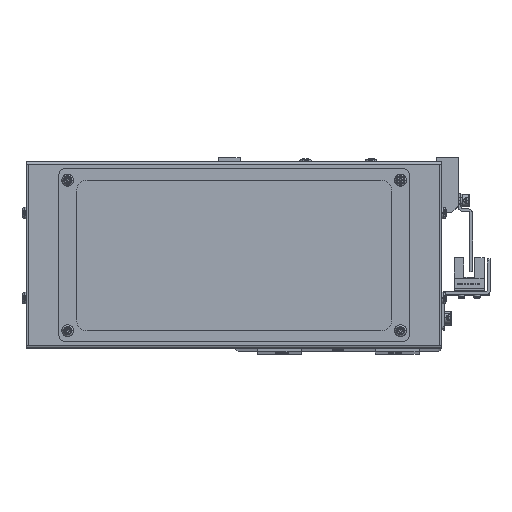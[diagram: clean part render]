
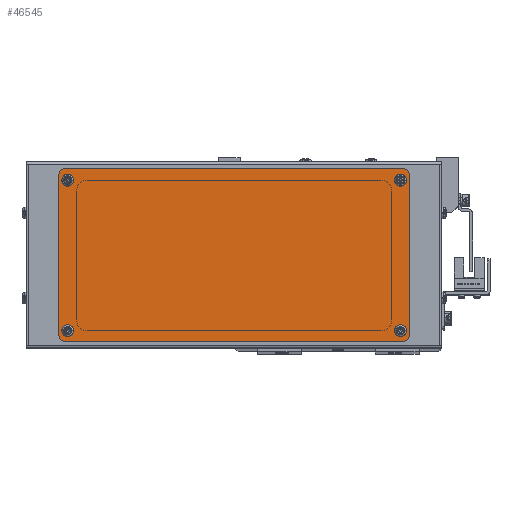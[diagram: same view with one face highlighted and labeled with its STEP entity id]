
A CAD part, top view. The second image highlights one B-rep face of the part: STEP entity #46545.
In plain terms, the highlighted planar face has unit normal (0, 0, 1).
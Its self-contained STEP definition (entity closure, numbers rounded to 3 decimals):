
#313 = CARTESIAN_POINT ( 'NONE',  ( 74.55, 34.25, 2. ) ) ;
#557 = CIRCLE ( 'NONE', #55206, 1.7 ) ;
#1114 = ORIENTED_EDGE ( 'NONE', *, *, #56655, .T. ) ;
#1137 = ORIENTED_EDGE ( 'NONE', *, *, #45206, .T. ) ;
#1335 = VERTEX_POINT ( 'NONE', #33462 ) ;
#1837 = EDGE_CURVE ( 'NONE', #60526, #18542, #66764, .T. ) ;
#2712 = CARTESIAN_POINT ( 'NONE',  ( -77.95, 34.25, 2. ) ) ;
#2748 = VERTEX_POINT ( 'NONE', #61280 ) ;
#3042 = VECTOR ( 'NONE', #27319, 1000. ) ;
#3464 = CARTESIAN_POINT ( 'NONE',  ( -76.25, 34.25, 2. ) ) ;
#3822 = DIRECTION ( 'NONE',  ( 1., 0., 0. ) ) ;
#4532 = VERTEX_POINT ( 'NONE', #59221 ) ;
#4910 = CARTESIAN_POINT ( 'NONE',  ( 77.25, -36.75, 2. ) ) ;
#5183 = ORIENTED_EDGE ( 'NONE', *, *, #63526, .T. ) ;
#5662 = CARTESIAN_POINT ( 'NONE',  ( 80.25, -36.75, 2. ) ) ;
#5734 = ORIENTED_EDGE ( 'NONE', *, *, #40768, .F. ) ;
#6060 = DIRECTION ( 'NONE',  ( 0., 0., 1. ) ) ;
#6224 = FACE_BOUND ( 'NONE', #67360, .T. ) ;
#7422 = ORIENTED_EDGE ( 'NONE', *, *, #21443, .F. ) ;
#7885 = EDGE_CURVE ( 'NONE', #54676, #29082, #48175, .T. ) ;
#7959 = FACE_BOUND ( 'NONE', #65564, .T. ) ;
#8017 = CARTESIAN_POINT ( 'NONE',  ( 80.25, 36.75, 2. ) ) ;
#8464 = DIRECTION ( 'NONE',  ( 0., 0., 1. ) ) ;
#8475 = ORIENTED_EDGE ( 'NONE', *, *, #46603, .F. ) ;
#8928 = DIRECTION ( 'NONE',  ( 1., 0., 0. ) ) ;
#9116 = EDGE_CURVE ( 'NONE', #18542, #60526, #53287, .T. ) ;
#9740 = AXIS2_PLACEMENT_3D ( 'NONE', #63268, #30793, #68742 ) ;
#9805 = ORIENTED_EDGE ( 'NONE', *, *, #59046, .T. ) ;
#10364 = DIRECTION ( 'NONE',  ( 1., 0., 0. ) ) ;
#11273 = AXIS2_PLACEMENT_3D ( 'NONE', #68794, #36308, #3822 ) ;
#12849 = ORIENTED_EDGE ( 'NONE', *, *, #46009, .T. ) ;
#12895 = DIRECTION ( 'NONE',  ( 0., 0., 1. ) ) ;
#14043 = CARTESIAN_POINT ( 'NONE',  ( -74.55, 34.25, 2. ) ) ;
#14582 = CARTESIAN_POINT ( 'NONE',  ( 74.55, -34.75, 2. ) ) ;
#14719 = CARTESIAN_POINT ( 'NONE',  ( -77.25, -36.75, 2. ) ) ;
#14826 = CARTESIAN_POINT ( 'NONE',  ( -77.95, -34.75, 2. ) ) ;
#16813 = EDGE_LOOP ( 'NONE', ( #47981, #7422 ) ) ;
#16842 = EDGE_CURVE ( 'NONE', #42858, #29133, #67851, .T. ) ;
#18531 = CARTESIAN_POINT ( 'NONE',  ( -76.25, 34.25, 2. ) ) ;
#18542 = VERTEX_POINT ( 'NONE', #313 ) ;
#18959 = FACE_BOUND ( 'NONE', #16813, .T. ) ;
#19170 = CARTESIAN_POINT ( 'NONE',  ( -77.25, -39.75, 2. ) ) ;
#19340 = CARTESIAN_POINT ( 'NONE',  ( -76.25, -34.75, 2. ) ) ;
#19457 = ORIENTED_EDGE ( 'NONE', *, *, #9116, .F. ) ;
#20180 = DIRECTION ( 'NONE',  ( 1., 0., 0. ) ) ;
#20187 = EDGE_LOOP ( 'NONE', ( #19457, #47098 ) ) ;
#20488 = LINE ( 'NONE', #29663, #36618 ) ;
#21443 = EDGE_CURVE ( 'NONE', #29082, #54676, #557, .T. ) ;
#22130 = EDGE_LOOP ( 'NONE', ( #46193, #1137, #46216, #1114, #9805, #5183, #12849, #35057 ) ) ;
#22141 = CARTESIAN_POINT ( 'NONE',  ( -74.55, -34.75, 2. ) ) ;
#24030 = DIRECTION ( 'NONE',  ( 1., 0., 0. ) ) ;
#24814 = DIRECTION ( 'NONE',  ( 1., 0., 0. ) ) ;
#25298 = CIRCLE ( 'NONE', #37128, 1.7 ) ;
#25772 = FACE_BOUND ( 'NONE', #20187, .T. ) ;
#26347 = LINE ( 'NONE', #8017, #67923 ) ;
#26671 = VERTEX_POINT ( 'NONE', #46954 ) ;
#26843 = CARTESIAN_POINT ( 'NONE',  ( -76.25, -34.75, 2. ) ) ;
#26955 = VERTEX_POINT ( 'NONE', #5662 ) ;
#27319 = DIRECTION ( 'NONE',  ( 0., -1., 0. ) ) ;
#27826 = VERTEX_POINT ( 'NONE', #2712 ) ;
#28202 = CARTESIAN_POINT ( 'NONE',  ( 77.25, -39.75, 2. ) ) ;
#29082 = VERTEX_POINT ( 'NONE', #63435 ) ;
#29133 = VERTEX_POINT ( 'NONE', #14826 ) ;
#29663 = CARTESIAN_POINT ( 'NONE',  ( -77.25, 39.75, 2. ) ) ;
#29992 = CIRCLE ( 'NONE', #57050, 1.7 ) ;
#30793 = DIRECTION ( 'NONE',  ( 0., 0., 1. ) ) ;
#31779 = DIRECTION ( 'NONE',  ( 1., 0., 0. ) ) ;
#31995 = DIRECTION ( 'NONE',  ( 0., 0., 1. ) ) ;
#32238 = DIRECTION ( 'NONE',  ( 0., 0., 1. ) ) ;
#32286 = DIRECTION ( 'NONE',  ( 1., 0., 0. ) ) ;
#33342 = ORIENTED_EDGE ( 'NONE', *, *, #16842, .F. ) ;
#33462 = CARTESIAN_POINT ( 'NONE',  ( -77.25, 39.75, 2. ) ) ;
#35057 = ORIENTED_EDGE ( 'NONE', *, *, #62880, .T. ) ;
#36308 = DIRECTION ( 'NONE',  ( 0., 0., 1. ) ) ;
#36618 = VECTOR ( 'NONE', #51245, 1000. ) ;
#36879 = VERTEX_POINT ( 'NONE', #28202 ) ;
#37128 = AXIS2_PLACEMENT_3D ( 'NONE', #18531, #56469, #24030 ) ;
#38525 = CARTESIAN_POINT ( 'NONE',  ( 76.25, 34.25, 2. ) ) ;
#40448 = DIRECTION ( 'NONE',  ( 0., 1., 0. ) ) ;
#40768 = EDGE_CURVE ( 'NONE', #27826, #53565, #25298, .T. ) ;
#40897 = CARTESIAN_POINT ( 'NONE',  ( -77.25, 36.75, 2. ) ) ;
#41377 = DIRECTION ( 'NONE',  ( 0., 0., 1. ) ) ;
#41528 = VERTEX_POINT ( 'NONE', #19170 ) ;
#42302 = AXIS2_PLACEMENT_3D ( 'NONE', #64477, #31995, #69909 ) ;
#42798 = DIRECTION ( 'NONE',  ( 0., 0., 1. ) ) ;
#42858 = VERTEX_POINT ( 'NONE', #22141 ) ;
#43963 = DIRECTION ( 'NONE',  ( 1., 0., 0. ) ) ;
#44761 = CIRCLE ( 'NONE', #47668, 3. ) ;
#44873 = CARTESIAN_POINT ( 'NONE',  ( 77.95, 34.25, 2. ) ) ;
#45116 = EDGE_CURVE ( 'NONE', #29133, #42858, #47963, .T. ) ;
#45206 = EDGE_CURVE ( 'NONE', #60413, #4532, #59008, .T. ) ;
#45353 = CARTESIAN_POINT ( 'NONE',  ( 76.25, -34.75, 2. ) ) ;
#46009 = EDGE_CURVE ( 'NONE', #2748, #26671, #47829, .T. ) ;
#46193 = ORIENTED_EDGE ( 'NONE', *, *, #56680, .T. ) ;
#46216 = ORIENTED_EDGE ( 'NONE', *, *, #68926, .T. ) ;
#46349 = DIRECTION ( 'NONE',  ( 1., 0., 0. ) ) ;
#46545 = ADVANCED_FACE ( 'NONE', ( #6224, #7959, #63902, #25772, #18959 ), #62493, .T. ) ;
#46603 = EDGE_CURVE ( 'NONE', #53565, #27826, #29992, .T. ) ;
#46954 = CARTESIAN_POINT ( 'NONE',  ( 77.25, 39.75, 2. ) ) ;
#47098 = ORIENTED_EDGE ( 'NONE', *, *, #1837, .F. ) ;
#47668 = AXIS2_PLACEMENT_3D ( 'NONE', #4910, #42798, #10364 ) ;
#47817 = AXIS2_PLACEMENT_3D ( 'NONE', #26843, #64756, #32286 ) ;
#47829 = CIRCLE ( 'NONE', #9740, 3. ) ;
#47963 = CIRCLE ( 'NONE', #47817, 1.7 ) ;
#47981 = ORIENTED_EDGE ( 'NONE', *, *, #7885, .F. ) ;
#48175 = CIRCLE ( 'NONE', #11273, 1.7 ) ;
#48848 = CARTESIAN_POINT ( 'NONE',  ( -80.25, -36.75, 2. ) ) ;
#50538 = AXIS2_PLACEMENT_3D ( 'NONE', #14719, #52689, #20180 ) ;
#50847 = DIRECTION ( 'NONE',  ( 1., 0., 0. ) ) ;
#51245 = DIRECTION ( 'NONE',  ( -1., 0., 0. ) ) ;
#52689 = DIRECTION ( 'NONE',  ( 0., 0., 1. ) ) ;
#53287 = CIRCLE ( 'NONE', #60385, 1.7 ) ;
#53565 = VERTEX_POINT ( 'NONE', #14043 ) ;
#54638 = LINE ( 'NONE', #64261, #69093 ) ;
#54676 = VERTEX_POINT ( 'NONE', #14582 ) ;
#55206 = AXIS2_PLACEMENT_3D ( 'NONE', #45353, #12895, #50847 ) ;
#56469 = DIRECTION ( 'NONE',  ( 0., 0., 1. ) ) ;
#56655 = EDGE_CURVE ( 'NONE', #41528, #36879, #54638, .T. ) ;
#56680 = EDGE_CURVE ( 'NONE', #1335, #60413, #65651, .T. ) ;
#57050 = AXIS2_PLACEMENT_3D ( 'NONE', #3464, #41377, #8928 ) ;
#57261 = DIRECTION ( 'NONE',  ( 0., 0., 1. ) ) ;
#59008 = LINE ( 'NONE', #48848, #3042 ) ;
#59046 = EDGE_CURVE ( 'NONE', #36879, #26955, #44761, .T. ) ;
#59221 = CARTESIAN_POINT ( 'NONE',  ( -80.25, -36.75, 2. ) ) ;
#59851 = AXIS2_PLACEMENT_3D ( 'NONE', #64706, #32238, #70166 ) ;
#60067 = CARTESIAN_POINT ( 'NONE',  ( -80.25, 36.75, 2. ) ) ;
#60385 = AXIS2_PLACEMENT_3D ( 'NONE', #38525, #6060, #43963 ) ;
#60413 = VERTEX_POINT ( 'NONE', #60067 ) ;
#60526 = VERTEX_POINT ( 'NONE', #44873 ) ;
#60692 = AXIS2_PLACEMENT_3D ( 'NONE', #40897, #8464, #46349 ) ;
#61280 = CARTESIAN_POINT ( 'NONE',  ( 80.25, 36.75, 2. ) ) ;
#61605 = ORIENTED_EDGE ( 'NONE', *, *, #45116, .F. ) ;
#62493 = PLANE ( 'NONE',  #60692 ) ;
#62880 = EDGE_CURVE ( 'NONE', #26671, #1335, #20488, .T. ) ;
#63138 = CIRCLE ( 'NONE', #50538, 3. ) ;
#63268 = CARTESIAN_POINT ( 'NONE',  ( 77.25, 36.75, 2. ) ) ;
#63435 = CARTESIAN_POINT ( 'NONE',  ( 77.95, -34.75, 2. ) ) ;
#63526 = EDGE_CURVE ( 'NONE', #26955, #2748, #26347, .T. ) ;
#63902 = FACE_OUTER_BOUND ( 'NONE', #22130, .T. ) ;
#64261 = CARTESIAN_POINT ( 'NONE',  ( 77.25, -39.75, 2. ) ) ;
#64477 = CARTESIAN_POINT ( 'NONE',  ( 76.25, 34.25, 2. ) ) ;
#64706 = CARTESIAN_POINT ( 'NONE',  ( -77.25, 36.75, 2. ) ) ;
#64756 = DIRECTION ( 'NONE',  ( 0., 0., 1. ) ) ;
#65564 = EDGE_LOOP ( 'NONE', ( #5734, #8475 ) ) ;
#65651 = CIRCLE ( 'NONE', #59851, 3. ) ;
#66764 = CIRCLE ( 'NONE', #42302, 1.7 ) ;
#67360 = EDGE_LOOP ( 'NONE', ( #61605, #33342 ) ) ;
#67851 = CIRCLE ( 'NONE', #68099, 1.7 ) ;
#67923 = VECTOR ( 'NONE', #40448, 1000. ) ;
#68099 = AXIS2_PLACEMENT_3D ( 'NONE', #19340, #57261, #24814 ) ;
#68742 = DIRECTION ( 'NONE',  ( 1., 0., 0. ) ) ;
#68794 = CARTESIAN_POINT ( 'NONE',  ( 76.25, -34.75, 2. ) ) ;
#68926 = EDGE_CURVE ( 'NONE', #4532, #41528, #63138, .T. ) ;
#69093 = VECTOR ( 'NONE', #31779, 1000. ) ;
#69909 = DIRECTION ( 'NONE',  ( 1., 0., 0. ) ) ;
#70166 = DIRECTION ( 'NONE',  ( 1., 0., 0. ) ) ;
